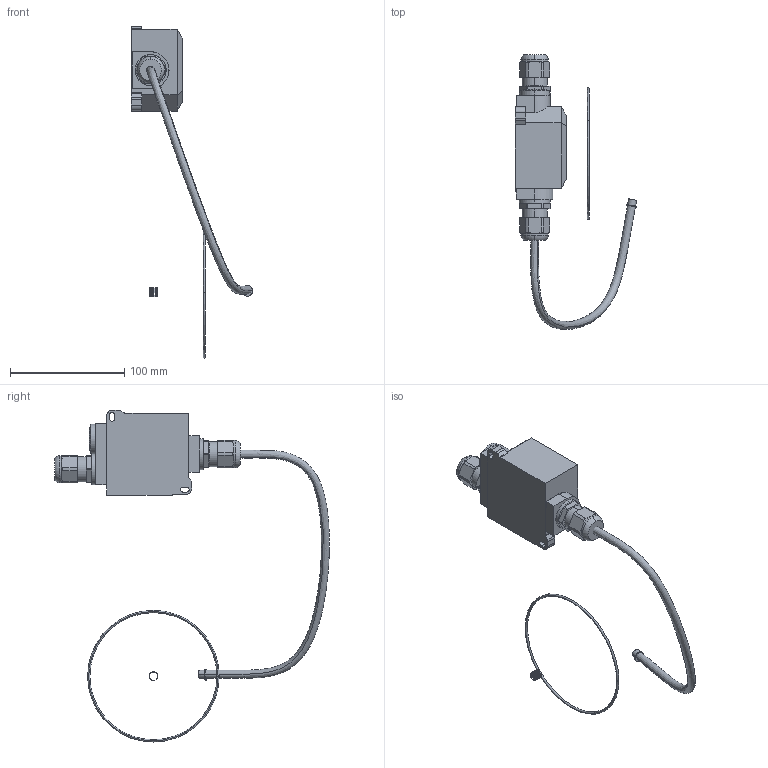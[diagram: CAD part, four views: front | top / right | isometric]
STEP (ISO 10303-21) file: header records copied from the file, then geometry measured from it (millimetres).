
FILE_DESCRIPTION(('Creo Elements/Direct Modeling STEP Export'),'2;1');
FILE_NAME('0094.0216_EZS_20_4_E_Ex_t.stp','2022-11-29T10:48:37',(''),(''),'PTC Creo Elements/Direct Modeling STEP processor for AP214 (Solid Model)','PTC Creo Elements/Direct Modeling 19.0C 15-Aug-2015 (C) Parametric Technology GmbH','');
FILE_SCHEMA(('AUTOMOTIVE_DESIGN { 1 0 10303 214 1 1 1 1 }'));
Products named in the file (4): 0094.0216_EZS_20_4_E_Ex_t; Kabel; Klemmkasten
Assembly tree (3 placements, depth 2):
  0094.0216_EZS_20_4_E_Ex_t
    Klemmkasten
    Kabel
    0094.0216_EZS_20_4_E_Ex_t
Bounding box: 106.18 x 240.04 x 289.98 mm (x, y, z)
Volume: 362203.3 mm3; surface area: 181916.8 mm2
Topology: 25 solids, 25 shells, 266 faces, 599 edges, 382 vertices
Faces by surface type: plane 152, cylinder 66, cone 30, torus 13, bspline 3, sphere 2
Entity records: 85565 total; most frequent: CARTESIAN_POINT 70677, ORIENTED_EDGE 3874, DIRECTION 2364, EDGE_CURVE 1936, VERTEX_POINT 1353, AXIS2_PLACEMENT_3D 926, EDGE_LOOP 657, FACE_OUTER_BOUND 611
